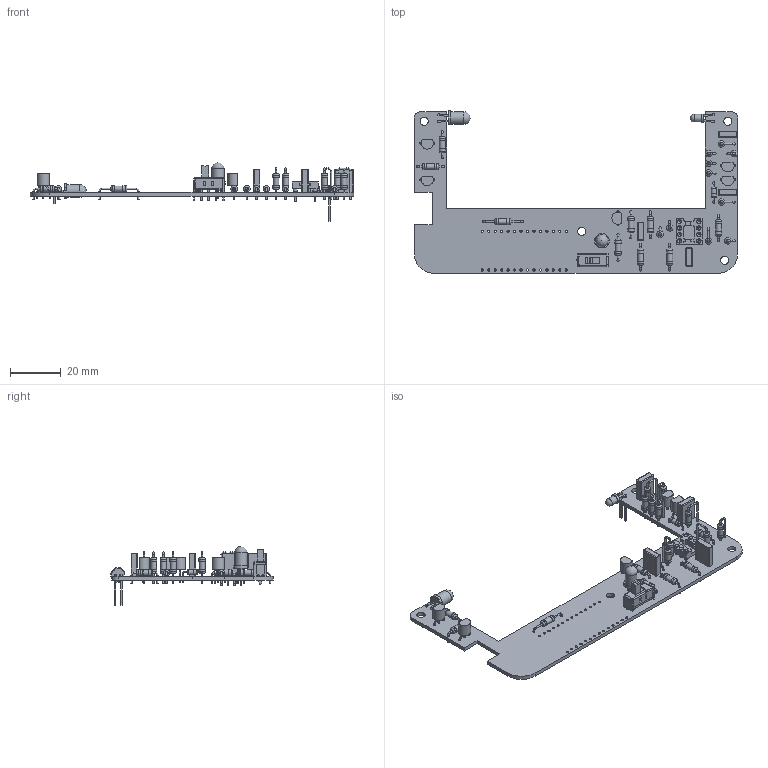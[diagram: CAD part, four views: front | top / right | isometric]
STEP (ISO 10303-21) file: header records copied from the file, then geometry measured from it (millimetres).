
FILE_DESCRIPTION(('KiCad electronic assembly'),'2;1');
FILE_NAME('20AL_Pendulum_Photogate.step','2025-09-30T16:36:09',('Pcbnew' ),('Kicad'),'Open CASCADE STEP processor 7.9', 'KiCad to STEP converter','Unknown');
FILE_SCHEMA(('AUTOMOTIVE_DESIGN { 1 0 10303 214 1 1 1 1 }'));
Length unit declared in the file: millimetre
Products named in the file (14): 20AL_Pendulum_Photogate 1; R_Axial_DIN0207_L6.3mm_D2.5mm_P10.16mm_Horizontal; R_Axial_DIN0207_L6.3mm_D2.5mm_P2.54mm_Vertical; TO-92_Inline_Wide; SW_Slide_SPDT_Straight_CK_OS102011MS2Q; LED_D5.0mm_Horizontal_O3.81mm_Z3.0mm; R_Axial_DIN0207_L6.3mm_D2.5mm_P5.08mm_Vertical; DIP-8_W7.62mm_Socket; C_Rect_L7.2mm_W2.5mm_P5.00mm_FKS2_FKP2_MKS2_MKP2; LED_D3.0mm_Horizontal_O3.81mm_Z10.0mm; R_Axial_DIN0207_L6.3mm_D2.5mm_P15.24mm_Horizontal; LED_D5.0mm_Clear; D_DO-35_SOD27_P7.62mm_Horizontal; 20AL_Pendulum_Photogate_PCB
Assembly tree (35 placements, depth 2):
  20AL_Pendulum_Photogate 1
    R_Axial_DIN0207_L6.3mm_D2.5mm_P10.16mm_Horizontal  x8
    R_Axial_DIN0207_L6.3mm_D2.5mm_P2.54mm_Vertical  x7
    TO-92_Inline_Wide  x5
    SW_Slide_SPDT_Straight_CK_OS102011MS2Q
    LED_D5.0mm_Horizontal_O3.81mm_Z3.0mm
    R_Axial_DIN0207_L6.3mm_D2.5mm_P5.08mm_Vertical  x3
    DIP-8_W7.62mm_Socket
    C_Rect_L7.2mm_W2.5mm_P5.00mm_FKS2_FKP2_MKS2_MKP2  x4
    LED_D3.0mm_Horizontal_O3.81mm_Z10.0mm
    R_Axial_DIN0207_L6.3mm_D2.5mm_P15.24mm_Horizontal
    LED_D5.0mm_Clear
    D_DO-35_SOD27_P7.62mm_Horizontal
    20AL_Pendulum_Photogate_PCB
Bounding box: 127 x 63.85 x 23.12 mm (x, y, z)
Volume: 8421.9 mm3; surface area: 14055.3 mm2
Topology: 40 solids, 41 shells, 1127 faces, 2379 edges, 1460 vertices
Faces by surface type: plane 433, cylinder 350, bspline 221, torus 80, cone 24, sphere 19
Full cylindrical faces by diameter (mm): 0.5 x11, 0.508 x16, 0.6 x76, 0.8 x2, 0.813 x76, 0.889 x30, 1.372 x2, 1.524 x8, 1.724 x8, 2 x2, 2.02 x1, 2.25 x19, 2.5 x38, 3 x1, 3.2 x4, 4.9 x1, 5 x1
Entity records: 23598 total; most frequent: CARTESIAN_POINT 4513, ORIENTED_EDGE 3122, DIRECTION 2578, EDGE_CURVE 1561, AXIS2_PLACEMENT_3D 1009, FACE_BOUND 1005, EDGE_LOOP 1005, VERTEX_POINT 974
